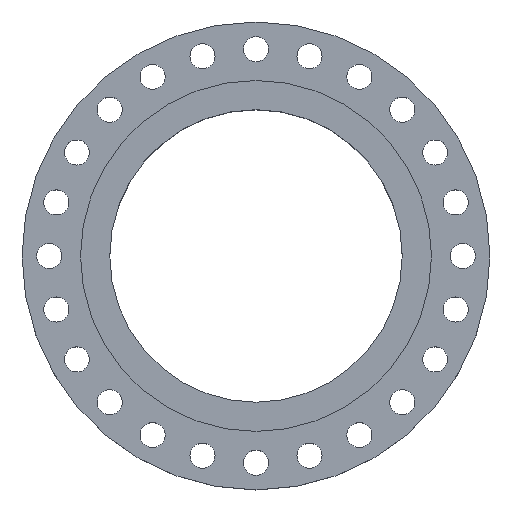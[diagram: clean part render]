
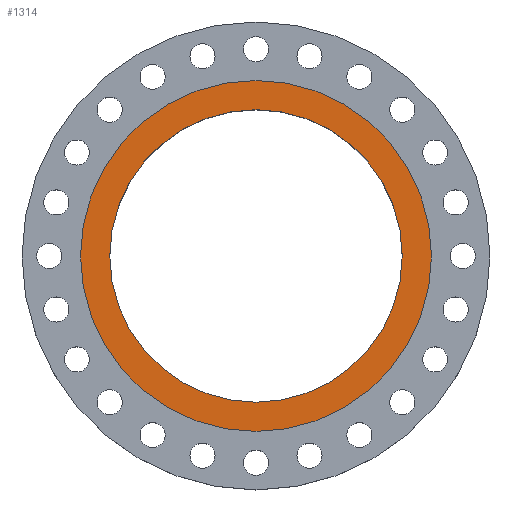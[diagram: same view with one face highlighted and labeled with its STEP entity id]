
A CAD part, top view. The second image highlights one B-rep face of the part: STEP entity #1314.
In plain terms, the highlighted planar face has unit normal (0, 0, 1).
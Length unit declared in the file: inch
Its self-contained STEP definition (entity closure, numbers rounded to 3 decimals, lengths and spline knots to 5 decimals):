
#39 = CARTESIAN_POINT ( 'NONE',  ( 0., 0., 0. ) ) ;
#130 = DIRECTION ( 'NONE',  ( 1., 0., 0. ) ) ;
#143 = EDGE_LOOP ( 'NONE', ( #341, #213 ) ) ;
#203 = FACE_OUTER_BOUND ( 'NONE', #1630, .T. ) ;
#213 = ORIENTED_EDGE ( 'NONE', *, *, #1064, .F. ) ;
#225 = DIRECTION ( 'NONE',  ( 1., 0., 0. ) ) ;
#341 = ORIENTED_EDGE ( 'NONE', *, *, #446, .F. ) ;
#424 = CARTESIAN_POINT ( 'NONE',  ( 10.5, 0., 0. ) ) ;
#446 = EDGE_CURVE ( 'NONE', #1907, #1219, #1903, .T. ) ;
#519 = AXIS2_PLACEMENT_3D ( 'NONE', #1331, #1469, #759 ) ;
#696 = VERTEX_POINT ( 'NONE', #2236 ) ;
#737 = PLANE ( 'NONE',  #1523 ) ;
#759 = DIRECTION ( 'NONE',  ( 1., 0., 0. ) ) ;
#767 = CARTESIAN_POINT ( 'NONE',  ( 0., 0., 0. ) ) ;
#768 = DIRECTION ( 'NONE',  ( 0., 0., 1. ) ) ;
#776 = CARTESIAN_POINT ( 'NONE',  ( 8.75, 0., 0. ) ) ;
#793 = CIRCLE ( 'NONE', #1528, 8.75 ) ;
#896 = AXIS2_PLACEMENT_3D ( 'NONE', #767, #1266, #225 ) ;
#920 = DIRECTION ( 'NONE',  ( 0., 0., -1. ) ) ;
#949 = DIRECTION ( 'NONE',  ( -1., 0., 0. ) ) ;
#1005 = CIRCLE ( 'NONE', #1755, 10.5 ) ;
#1064 = EDGE_CURVE ( 'NONE', #1219, #1907, #793, .T. ) ;
#1219 = VERTEX_POINT ( 'NONE', #2324 ) ;
#1234 = CIRCLE ( 'NONE', #519, 10.5 ) ;
#1266 = DIRECTION ( 'NONE',  ( 0., 0., 1. ) ) ;
#1314 = ADVANCED_FACE ( 'NONE', ( #1654, #203 ), #737, .F. ) ;
#1331 = CARTESIAN_POINT ( 'NONE',  ( 0., 0., 0. ) ) ;
#1336 = EDGE_CURVE ( 'NONE', #1548, #696, #1005, .T. ) ;
#1469 = DIRECTION ( 'NONE',  ( 0., 0., 1. ) ) ;
#1523 = AXIS2_PLACEMENT_3D ( 'NONE', #2039, #920, #949 ) ;
#1528 = AXIS2_PLACEMENT_3D ( 'NONE', #1727, #2084, #130 ) ;
#1548 = VERTEX_POINT ( 'NONE', #424 ) ;
#1630 = EDGE_LOOP ( 'NONE', ( #1934, #2007 ) ) ;
#1654 = FACE_BOUND ( 'NONE', #143, .T. ) ;
#1727 = CARTESIAN_POINT ( 'NONE',  ( 0., 0., 0. ) ) ;
#1755 = AXIS2_PLACEMENT_3D ( 'NONE', #39, #768, #1990 ) ;
#1903 = CIRCLE ( 'NONE', #896, 8.75 ) ;
#1907 = VERTEX_POINT ( 'NONE', #776 ) ;
#1934 = ORIENTED_EDGE ( 'NONE', *, *, #1336, .T. ) ;
#1990 = DIRECTION ( 'NONE',  ( 1., 0., 0. ) ) ;
#2007 = ORIENTED_EDGE ( 'NONE', *, *, #2240, .T. ) ;
#2039 = CARTESIAN_POINT ( 'NONE',  ( 0., 8.75, 0. ) ) ;
#2084 = DIRECTION ( 'NONE',  ( 0., 0., 1. ) ) ;
#2236 = CARTESIAN_POINT ( 'NONE',  ( -10.5, 0., 0. ) ) ;
#2240 = EDGE_CURVE ( 'NONE', #696, #1548, #1234, .T. ) ;
#2324 = CARTESIAN_POINT ( 'NONE',  ( -8.75, 0., 0. ) ) ;
